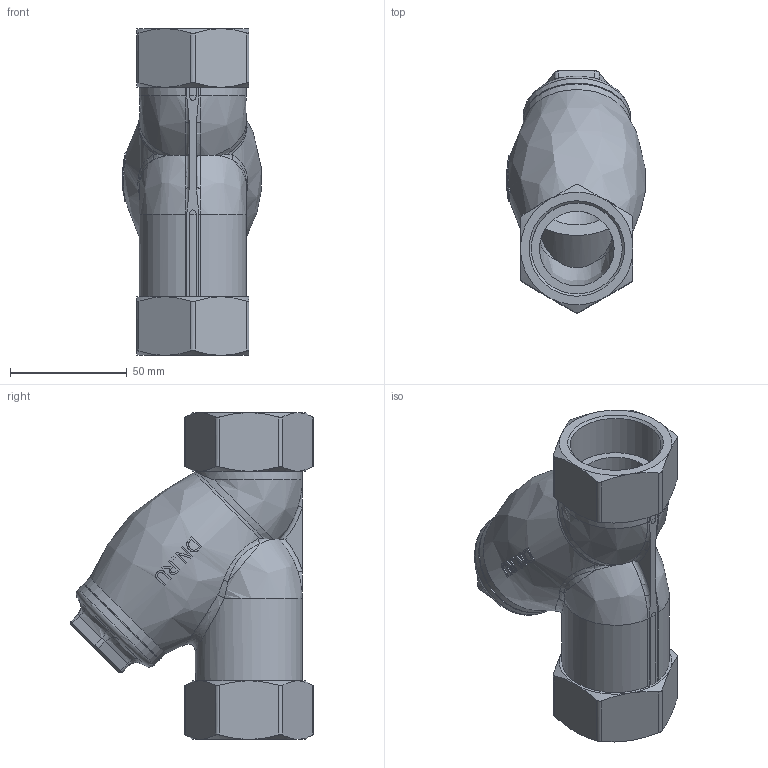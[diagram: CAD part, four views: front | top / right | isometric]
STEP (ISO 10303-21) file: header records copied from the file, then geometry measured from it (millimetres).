
FILE_DESCRIPTION(/* description */ (''),/* implementation_level */ '2;1');
FILE_NAME(/* name */ 'DN32_3D_STEP.stp',/* time_stamp */ '2025-07-28T20:56:28+03:00',/* author */ ('igorr'),/* organization */ (''),/* preprocessor_version */ 'ST-DEVELOPER v20',/* originating_system */ 'Autodesk Inventor 2025',/* authorisation */ '');
FILE_SCHEMA (('AUTOMOTIVE_DESIGN { 1 0 10303 214 3 1 1 }'));
Length unit declared in the file: millimetre
Products named in the file (1): Деталь
Bounding box: 59.58 x 103.87 x 140 mm (x, y, z)
Volume: 229246.2 mm3; surface area: 57107.4 mm2
Topology: 2 solids, 2 shells, 221 faces, 568 edges, 360 vertices
Faces by surface type: plane 76, bspline 59, cylinder 44, cone 32, torus 10
Full cylindrical faces by diameter (mm): 32 x4, 38.952 x2, 46 x2
Entity records: 8666 total; most frequent: CARTESIAN_POINT 3670, ORIENTED_EDGE 1128, DIRECTION 771, EDGE_CURVE 564, VERTEX_POINT 360, AXIS2_PLACEMENT_3D 299, EDGE_LOOP 236, STYLED_ITEM 222
